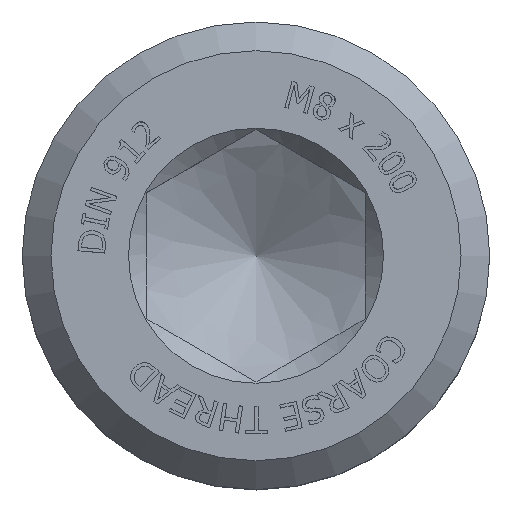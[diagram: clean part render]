
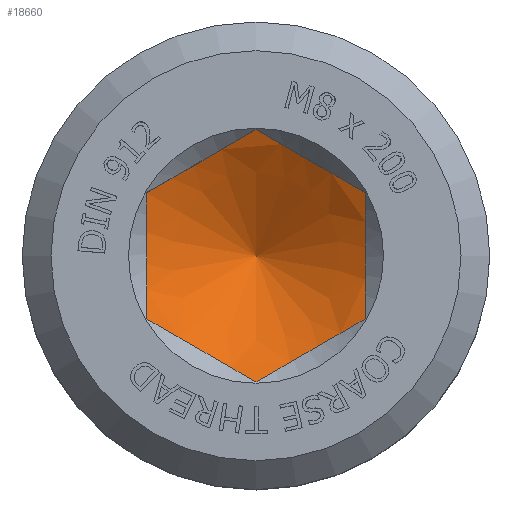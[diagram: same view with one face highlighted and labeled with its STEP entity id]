
A CAD part, top view. The second image highlights one B-rep face of the part: STEP entity #18660.
In plain terms, the highlighted conical face has half-angle 60 degrees and reference radius 2.6 mm.
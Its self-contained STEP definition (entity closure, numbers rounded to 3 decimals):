
#18288=CARTESIAN_POINT('',(0.,3.51,-4.0));
#18289=VERTEX_POINT('',#18288);
#18296=CARTESIAN_POINT('',(3.04,1.755,-4.0));
#18297=VERTEX_POINT('',#18296);
#18298=CARTESIAN_POINT('',(3.04,1.755,-4.0));
#18299=CARTESIAN_POINT('',(1.52,2.633,-4.507));
#18300=CARTESIAN_POINT('',(0.,3.51,-4.0));
#18308=(BOUNDED_CURVE()B_SPLINE_CURVE(2,(#18298,#18299,#18300),.UNSPECIFIED.,.F.,.U.)B_SPLINE_CURVE_WITH_KNOTS((3,3),(0.21,0.67),.UNSPECIFIED.)CURVE()GEOMETRIC_REPRESENTATION_ITEM()RATIONAL_B_SPLINE_CURVE((1.258,1.453,1.258))REPRESENTATION_ITEM(''));
#18309=EDGE_CURVE('',#18297,#18289,#18308,.T.);
#18326=CARTESIAN_POINT('',(-3.04,1.755,-4.0));
#18327=VERTEX_POINT('',#18326);
#18334=CARTESIAN_POINT('',(0.,3.51,-4.0));
#18335=CARTESIAN_POINT('',(-1.52,2.633,-4.507));
#18336=CARTESIAN_POINT('',(-3.04,1.755,-4.0));
#18344=(BOUNDED_CURVE()B_SPLINE_CURVE(2,(#18334,#18335,#18336),.UNSPECIFIED.,.F.,.U.)B_SPLINE_CURVE_WITH_KNOTS((3,3),(0.21,0.67),.UNSPECIFIED.)CURVE()GEOMETRIC_REPRESENTATION_ITEM()RATIONAL_B_SPLINE_CURVE((1.258,1.453,1.258))REPRESENTATION_ITEM(''));
#18345=EDGE_CURVE('',#18289,#18327,#18344,.T.);
#18357=CARTESIAN_POINT('',(-3.04,-1.755,-4.0));
#18358=VERTEX_POINT('',#18357);
#18365=CARTESIAN_POINT('',(-3.04,1.755,-4.0));
#18366=CARTESIAN_POINT('',(-3.04,0.,-4.507));
#18367=CARTESIAN_POINT('',(-3.04,-1.755,-4.0));
#18375=(BOUNDED_CURVE()B_SPLINE_CURVE(2,(#18365,#18366,#18367),.UNSPECIFIED.,.F.,.U.)B_SPLINE_CURVE_WITH_KNOTS((3,3),(0.21,0.67),.UNSPECIFIED.)CURVE()GEOMETRIC_REPRESENTATION_ITEM()RATIONAL_B_SPLINE_CURVE((1.258,1.453,1.258))REPRESENTATION_ITEM(''));
#18376=EDGE_CURVE('',#18327,#18358,#18375,.T.);
#18388=CARTESIAN_POINT('',(0.,-3.51,-4.0));
#18389=VERTEX_POINT('',#18388);
#18396=CARTESIAN_POINT('',(-3.04,-1.755,-4.0));
#18397=CARTESIAN_POINT('',(-1.52,-2.633,-4.507));
#18398=CARTESIAN_POINT('',(0.,-3.51,-4.0));
#18406=(BOUNDED_CURVE()B_SPLINE_CURVE(2,(#18396,#18397,#18398),.UNSPECIFIED.,.F.,.U.)B_SPLINE_CURVE_WITH_KNOTS((3,3),(0.21,0.67),.UNSPECIFIED.)CURVE()GEOMETRIC_REPRESENTATION_ITEM()RATIONAL_B_SPLINE_CURVE((1.258,1.453,1.258))REPRESENTATION_ITEM(''));
#18407=EDGE_CURVE('',#18358,#18389,#18406,.T.);
#18419=CARTESIAN_POINT('',(3.04,-1.755,-4.));
#18420=VERTEX_POINT('',#18419);
#18427=CARTESIAN_POINT('',(0.,-3.51,-4.0));
#18428=CARTESIAN_POINT('',(1.52,-2.633,-4.507));
#18429=CARTESIAN_POINT('',(3.04,-1.755,-4.));
#18437=(BOUNDED_CURVE()B_SPLINE_CURVE(2,(#18427,#18428,#18429),.UNSPECIFIED.,.F.,.U.)B_SPLINE_CURVE_WITH_KNOTS((3,3),(0.21,0.67),.UNSPECIFIED.)CURVE()GEOMETRIC_REPRESENTATION_ITEM()RATIONAL_B_SPLINE_CURVE((1.258,1.453,1.258))REPRESENTATION_ITEM(''));
#18438=EDGE_CURVE('',#18389,#18420,#18437,.T.);
#18451=CARTESIAN_POINT('',(3.04,-1.755,-4.));
#18452=CARTESIAN_POINT('',(3.04,0.,-4.507));
#18453=CARTESIAN_POINT('',(3.04,1.755,-4.0));
#18461=(BOUNDED_CURVE()B_SPLINE_CURVE(2,(#18451,#18452,#18453),.UNSPECIFIED.,.F.,.U.)B_SPLINE_CURVE_WITH_KNOTS((3,3),(0.21,0.67),.UNSPECIFIED.)CURVE()GEOMETRIC_REPRESENTATION_ITEM()RATIONAL_B_SPLINE_CURVE((1.258,1.453,1.258))REPRESENTATION_ITEM(''));
#18462=EDGE_CURVE('',#18420,#18297,#18461,.T.);
#18647=CARTESIAN_POINT('',(0.0,0.,-4.526));
#18648=DIRECTION('',(0.0,0.,1.0));
#18649=DIRECTION('',(0.0,1.0,0.0));
#18650=AXIS2_PLACEMENT_3D('',#18647,#18648,#18649);
#18651=CONICAL_SURFACE('',#18650,2.6,60.);
#18652=ORIENTED_EDGE('',*,*,#18376,.T.);
#18653=ORIENTED_EDGE('',*,*,#18407,.T.);
#18654=ORIENTED_EDGE('',*,*,#18438,.T.);
#18655=ORIENTED_EDGE('',*,*,#18462,.T.);
#18656=ORIENTED_EDGE('',*,*,#18309,.T.);
#18657=ORIENTED_EDGE('',*,*,#18345,.T.);
#18658=EDGE_LOOP('',(#18652,#18653,#18654,#18655,#18656,#18657));
#18659=FACE_OUTER_BOUND('',#18658,.T.);
#18660=ADVANCED_FACE('',(#18659),#18651,.F.);
